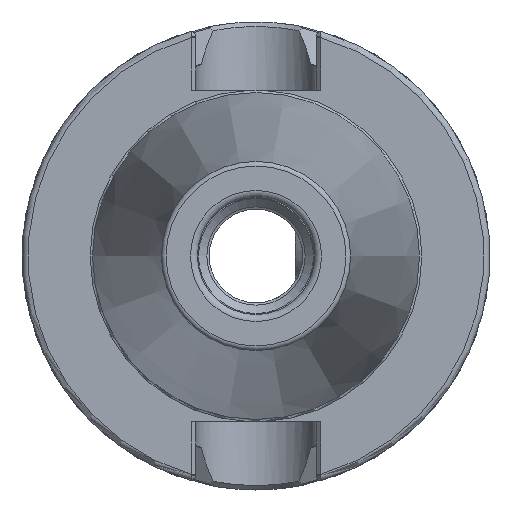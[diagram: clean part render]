
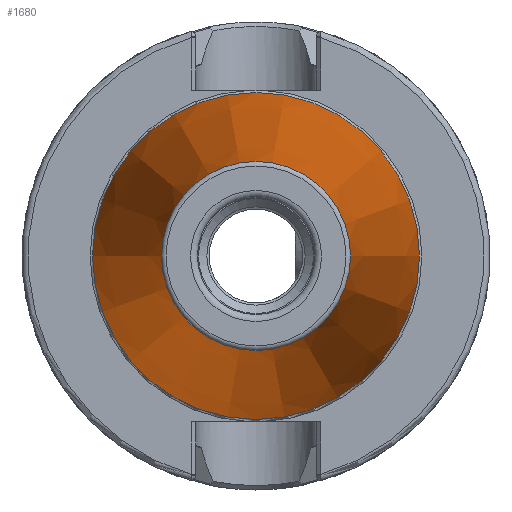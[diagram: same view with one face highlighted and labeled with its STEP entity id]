
A CAD part, left-side view. The second image highlights one B-rep face of the part: STEP entity #1680.
In plain terms, the highlighted conical face has half-angle 8.297 degrees and reference radius 27.564 mm.
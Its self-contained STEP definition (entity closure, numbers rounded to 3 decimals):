
#62=CONICAL_SURFACE('',#1908,27.564,0.145);
#268=FACE_OUTER_BOUND('',#377,.T.);
#377=EDGE_LOOP('',(#1487,#1488,#1489,#1490,#1491));
#470=LINE('',#3752,#559);
#559=VECTOR('',#2310,27.564);
#651=CIRCLE('',#1905,20.204);
#652=CIRCLE('',#1906,20.204);
#654=CIRCLE('',#1909,34.925);
#802=VERTEX_POINT('',#3744);
#803=VERTEX_POINT('',#3745);
#804=VERTEX_POINT('',#3750);
#1032=EDGE_CURVE('',#802,#803,#651,.T.);
#1033=EDGE_CURVE('',#803,#802,#652,.T.);
#1035=EDGE_CURVE('',#804,#804,#654,.T.);
#1036=EDGE_CURVE('',#804,#802,#470,.T.);
#1487=ORIENTED_EDGE('',*,*,#1035,.F.);
#1488=ORIENTED_EDGE('',*,*,#1036,.T.);
#1489=ORIENTED_EDGE('',*,*,#1032,.T.);
#1490=ORIENTED_EDGE('',*,*,#1033,.T.);
#1491=ORIENTED_EDGE('',*,*,#1036,.F.);
#1680=ADVANCED_FACE('',(#268),#62,.T.);
#1905=AXIS2_PLACEMENT_3D('',#3746,#2300,#2301);
#1906=AXIS2_PLACEMENT_3D('',#3747,#2302,#2303);
#1908=AXIS2_PLACEMENT_3D('',#3749,#2306,#2307);
#1909=AXIS2_PLACEMENT_3D('',#3751,#2308,#2309);
#2300=DIRECTION('center_axis',(1.,0.,0.));
#2301=DIRECTION('ref_axis',(0.,0.,-1.));
#2302=DIRECTION('center_axis',(1.,0.,0.));
#2303=DIRECTION('ref_axis',(0.,0.,-1.));
#2306=DIRECTION('center_axis',(1.,0.,0.));
#2307=DIRECTION('ref_axis',(0.,1.,0.));
#2308=DIRECTION('center_axis',(1.,0.,0.));
#2309=DIRECTION('ref_axis',(0.,0.,-1.));
#2310=DIRECTION('',(-0.99,0.144,0.));
#3744=CARTESIAN_POINT('',(-100.944,-20.204,0.));
#3745=CARTESIAN_POINT('',(-100.944,0.,20.204));
#3746=CARTESIAN_POINT('Origin',(-100.944,0.,
0.));
#3747=CARTESIAN_POINT('Origin',(-100.944,0.,
0.));
#3749=CARTESIAN_POINT('Origin',(-50.472,0.,
0.));
#3750=CARTESIAN_POINT('',(0.,-34.925,0.));
#3751=CARTESIAN_POINT('Origin',(0.,0.,
0.));
#3752=CARTESIAN_POINT('',(-50.472,-27.564,0.));
